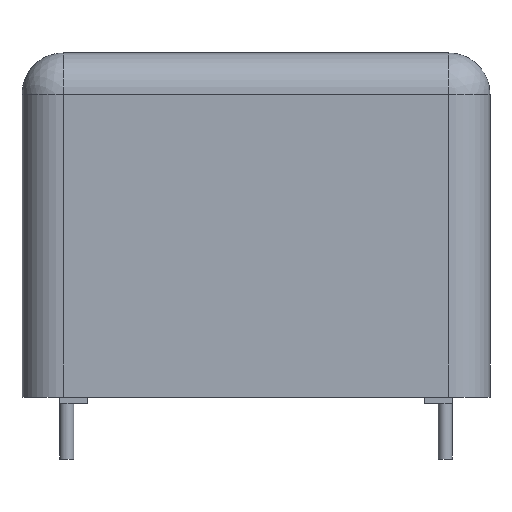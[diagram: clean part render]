
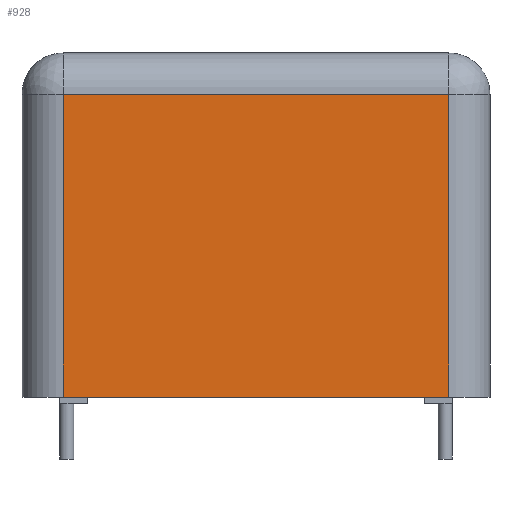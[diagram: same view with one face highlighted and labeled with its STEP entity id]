
A CAD part, front view. The second image highlights one B-rep face of the part: STEP entity #928.
In plain terms, the highlighted planar face has unit normal (0, -1, 0).
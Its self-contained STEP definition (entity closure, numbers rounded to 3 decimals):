
#756=CARTESIAN_POINT('',(-14.0,-10.0,22.5));
#757=VERTEX_POINT('',#756);
#765=CARTESIAN_POINT('',(14.0,-10.0,22.5));
#766=VERTEX_POINT('',#765);
#767=CARTESIAN_POINT('',(-14.0,-10.0,22.5));
#768=DIRECTION('',(1.0,0.0,0.0));
#769=VECTOR('',#768,28.0);
#770=LINE('',#767,#769);
#771=EDGE_CURVE('',#757,#766,#770,.T.);
#886=CARTESIAN_POINT('',(14.0,-10.0,0.5));
#887=VERTEX_POINT('',#886);
#888=CARTESIAN_POINT('',(14.0,-10.0,22.5));
#889=DIRECTION('',(0.0,0.0,-1.0));
#890=VECTOR('',#889,22.0);
#891=LINE('',#888,#890);
#892=EDGE_CURVE('',#766,#887,#891,.T.);
#905=CARTESIAN_POINT('',(-15.4,-10.0,23.6));
#906=DIRECTION('',(0.0,-1.0,0.0));
#907=DIRECTION('',(0.0,0.0,-1.0));
#908=AXIS2_PLACEMENT_3D('',#905,#906,#907);
#909=PLANE('',#908);
#910=ORIENTED_EDGE('',*,*,#771,.F.);
#911=CARTESIAN_POINT('',(-14.0,-10.0,0.5));
#912=VERTEX_POINT('',#911);
#913=CARTESIAN_POINT('',(-14.0,-10.0,0.5));
#914=DIRECTION('',(0.0,0.0,1.0));
#915=VECTOR('',#914,22.0);
#916=LINE('',#913,#915);
#917=EDGE_CURVE('',#912,#757,#916,.T.);
#918=ORIENTED_EDGE('',*,*,#917,.F.);
#919=CARTESIAN_POINT('',(-14.0,-10.0,0.5));
#920=DIRECTION('',(1.0,0.0,0.0));
#921=VECTOR('',#920,28.0);
#922=LINE('',#919,#921);
#923=EDGE_CURVE('',#912,#887,#922,.T.);
#924=ORIENTED_EDGE('',*,*,#923,.T.);
#925=ORIENTED_EDGE('',*,*,#892,.F.);
#926=EDGE_LOOP('',(#910,#918,#924,#925));
#927=FACE_OUTER_BOUND('',#926,.T.);
#928=ADVANCED_FACE('',(#927),#909,.T.);
